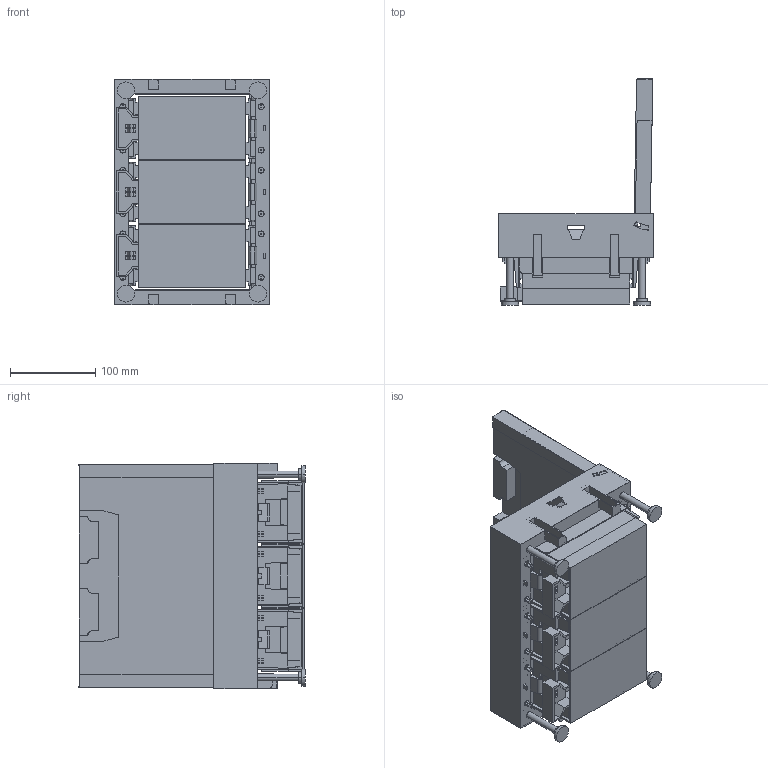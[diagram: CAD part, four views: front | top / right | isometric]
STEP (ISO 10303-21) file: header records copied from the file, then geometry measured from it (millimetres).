
FILE_DESCRIPTION(('CATIA V5 STEP Exchange','CAx-IF Rec.Pracs.--- Model Styling and Organization---1.5--- 2016-08-15','CAx-IF Rec.Pracs.---Supplemental Geometry---1.0---2011-11-01','CAx-IF Rec.Pracs.--- Composite Materials ---3.4---2017-06-13','CAx-IF Rec.Pracs.---Tessellated 3D Geometry---1.0---2015-12-17'),'2;1');
FILE_NAME('LG-080736-S_open.stp','2025-05-02T07:46:00+00:00',('none'),('none'),'CATIA Version 5-6 Release 2020','CATIA V5 STEP AP242 v1','none');
FILE_SCHEMA(('AP242_MANAGED_MODEL_BASED_3D_ENGINEERING_MIM_LF {1 0 10303 442 1 1 4}'));
Length unit declared in the file: millimetre
Products named in the file (7): A029402_A; A027673_A-ASS PLANCHER TECHNIQUE.1; D012815_A-MOD.3; D012818_A-MO1.2; GF00140_A-MOD.4; A027980_A-S_107mm; AO11423_A-S
Assembly tree (8 placements, depth 3):
  A029402_A
    A027673_A-ASS PLANCHER TECHNIQUE.1  x3
      D012815_A-MOD.3
      D012818_A-MO1.2
      GF00140_A-MOD.4
    A027980_A-S_107mm
    AO11423_A-S
Bounding box: 180.9 x 265.11 x 264.1 mm (x, y, z)
Volume: 723159.4 mm3; surface area: 578292.6 mm2
Topology: 14 solids, 14 shells, 1379 faces, 3842 edges, 2522 vertices
Faces by surface type: plane 1178, cylinder 201
Entity records: 21400 total; most frequent: CARTESIAN_POINT 4354, ORIENTED_EDGE 3876, DIRECTION 2805, EDGE_CURVE 1938, VECTOR 1653, LINE 1653, VERTEX_POINT 1274, EDGE_LOOP 794
